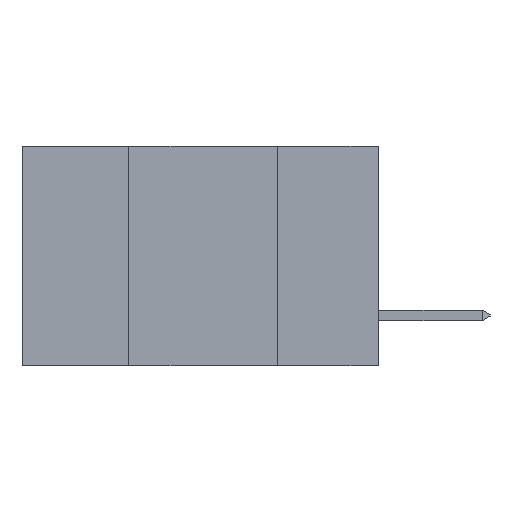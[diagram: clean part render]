
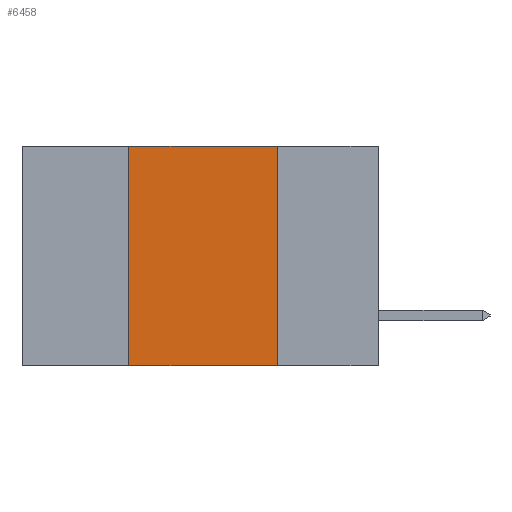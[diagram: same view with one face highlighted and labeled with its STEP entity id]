
A CAD part, left-side view. The second image highlights one B-rep face of the part: STEP entity #6458.
In plain terms, the highlighted planar face has unit normal (-1, 0, 0).
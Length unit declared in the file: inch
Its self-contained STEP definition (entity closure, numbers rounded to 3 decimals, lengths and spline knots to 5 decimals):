
#11 = CARTESIAN_POINT ( 'NONE',  ( 0., 0.17, -0.37 ) ) ;
#527 = CARTESIAN_POINT ( 'NONE',  ( 0., 0.17, 0. ) ) ;
#1268 = EDGE_CURVE ( 'NONE', #15538, #1821, #14277, .T. ) ;
#1464 = CARTESIAN_POINT ( 'NONE',  ( 0., 0.6, 0. ) ) ;
#1476 = AXIS2_PLACEMENT_3D ( 'NONE', #13209, #10814, #3361 ) ;
#1527 = ORIENTED_EDGE ( 'NONE', *, *, #13154, .F. ) ;
#1576 = VERTEX_POINT ( 'NONE', #527 ) ;
#1821 = VERTEX_POINT ( 'NONE', #9936 ) ;
#2194 = ORIENTED_EDGE ( 'NONE', *, *, #13934, .T. ) ;
#2376 = CARTESIAN_POINT ( 'NONE',  ( 0., 0.42, -0.37 ) ) ;
#3361 = DIRECTION ( 'NONE',  ( 0., 0., -1. ) ) ;
#4251 = LINE ( 'NONE', #1464, #7193 ) ;
#4289 = DIRECTION ( 'NONE',  ( 0., -1., 0. ) ) ;
#4309 = VECTOR ( 'NONE', #15519, 39.37008 ) ;
#4321 = FACE_OUTER_BOUND ( 'NONE', #9496, .T. ) ;
#5854 = PLANE ( 'NONE',  #1476 ) ;
#6062 = ORIENTED_EDGE ( 'NONE', *, *, #1268, .F. ) ;
#6458 = ADVANCED_FACE ( 'NONE', ( #4321 ), #5854, .F. ) ;
#6592 = VERTEX_POINT ( 'NONE', #11 ) ;
#6824 = ORIENTED_EDGE ( 'NONE', *, *, #7195, .F. ) ;
#7193 = VECTOR ( 'NONE', #7745, 39.37008 ) ;
#7195 = EDGE_CURVE ( 'NONE', #1576, #6592, #7621, .T. ) ;
#7621 = LINE ( 'NONE', #14338, #4309 ) ;
#7745 = DIRECTION ( 'NONE',  ( 0., -1., 0. ) ) ;
#8628 = DIRECTION ( 'NONE',  ( 0., 0., 1. ) ) ;
#8976 = CARTESIAN_POINT ( 'NONE',  ( 0., 0.42, -0.37 ) ) ;
#9496 = EDGE_LOOP ( 'NONE', ( #6824, #1527, #6062, #2194 ) ) ;
#9936 = CARTESIAN_POINT ( 'NONE',  ( 0., 0.42, 0. ) ) ;
#10482 = CARTESIAN_POINT ( 'NONE',  ( 0., 0.6, -0.37 ) ) ;
#10814 = DIRECTION ( 'NONE',  ( 1., 0., 0. ) ) ;
#13154 = EDGE_CURVE ( 'NONE', #1821, #1576, #4251, .T. ) ;
#13209 = CARTESIAN_POINT ( 'NONE',  ( 0., 0.6, 0. ) ) ;
#13896 = VECTOR ( 'NONE', #8628, 39.37008 ) ;
#13934 = EDGE_CURVE ( 'NONE', #15538, #6592, #14773, .T. ) ;
#14277 = LINE ( 'NONE', #8976, #13896 ) ;
#14338 = CARTESIAN_POINT ( 'NONE',  ( 0., 0.17, -0.37 ) ) ;
#14412 = VECTOR ( 'NONE', #4289, 39.37008 ) ;
#14773 = LINE ( 'NONE', #10482, #14412 ) ;
#15519 = DIRECTION ( 'NONE',  ( 0., 0., -1. ) ) ;
#15538 = VERTEX_POINT ( 'NONE', #2376 ) ;
